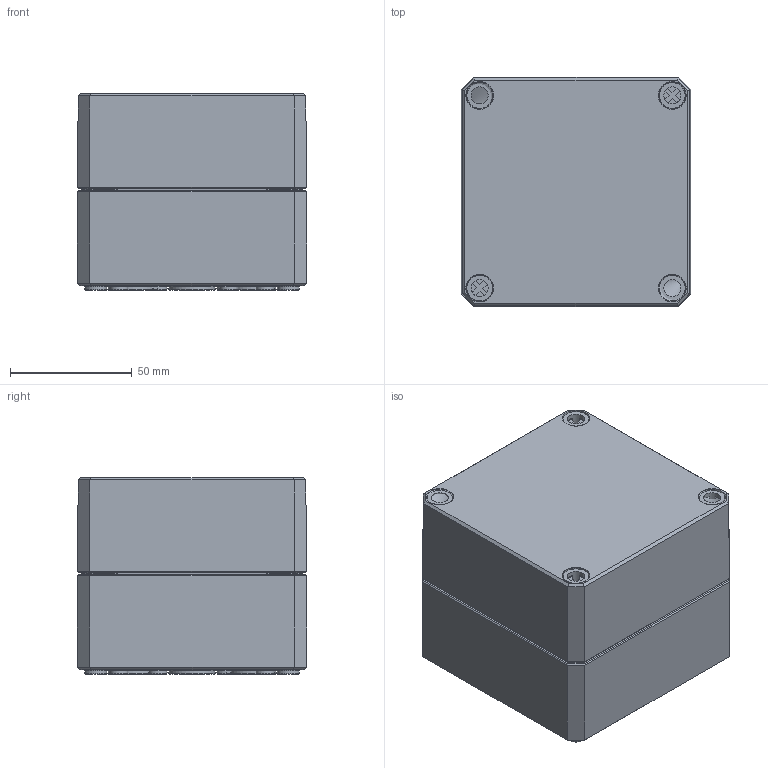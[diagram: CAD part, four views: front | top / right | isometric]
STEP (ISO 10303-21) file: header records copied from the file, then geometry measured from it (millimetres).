
FILE_DESCRIPTION(/* description */ (''),/* implementation_level */ '2;1');
FILE_NAME(/* name */ '0903109980 MBI 090908 OK.stp',/* time_stamp */ '2020-12-16T10:45:29+01:00',/* author */ ('alexander.rose'),/* organization */ (''),/* preprocessor_version */ 'ST-DEVELOPER v17.2',/* originating_system */ 'Autodesk Inventor 2019',/* authorisation */ '');
FILE_SCHEMA (('AP203_CONFIGURATION_CONTROLLED_3D_DESIGN_OF_MECHANICAL_PARTS_AND_ASSEMBLIES_MIM_LF { 1 0 10303 203 3 1 4 }','AUTOMOTIVE_DESIGN { 1 0 10303 214 3 1 1 }'));
Products named in the file (5): 0903109980 MBI 090908 H OK; 0901109962-UT_090942 - O; 0903109981-OT_090939 Klar; Schraube _ M10 x 58 _ MBTK -; Dichtung_0909xx
Assembly tree (7 placements, depth 2):
  0903109980 MBI 090908 H OK
    0901109962-UT_090942 - O
    0903109981-OT_090939 Klar
    Schraube _ M10 x 58 _ MBTK -  x4
    Dichtung_0909xx
Bounding box: 94 x 94 x 80.8 mm (x, y, z)
Volume: 166519.6 mm3; surface area: 116533.7 mm2
Topology: 7 solids, 7 shells, 2431 faces, 5974 edges, 3722 vertices
Faces by surface type: plane 1081, bspline 498, cylinder 362, torus 282, cone 180, sphere 28
Full cylindrical faces by diameter (mm): 4.5 x4, 5 x4, 5.8 x8, 6 x2, 7 x4, 8.376 x4, 10.5 x4
Entity records: 69237 total; most frequent: CARTESIAN_POINT 20949, ORIENTED_EDGE 10434, DIRECTION 9121, EDGE_CURVE 5217, VERTEX_POINT 3233, AXIS2_PLACEMENT_3D 3197, LINE 2727, VECTOR 2727
